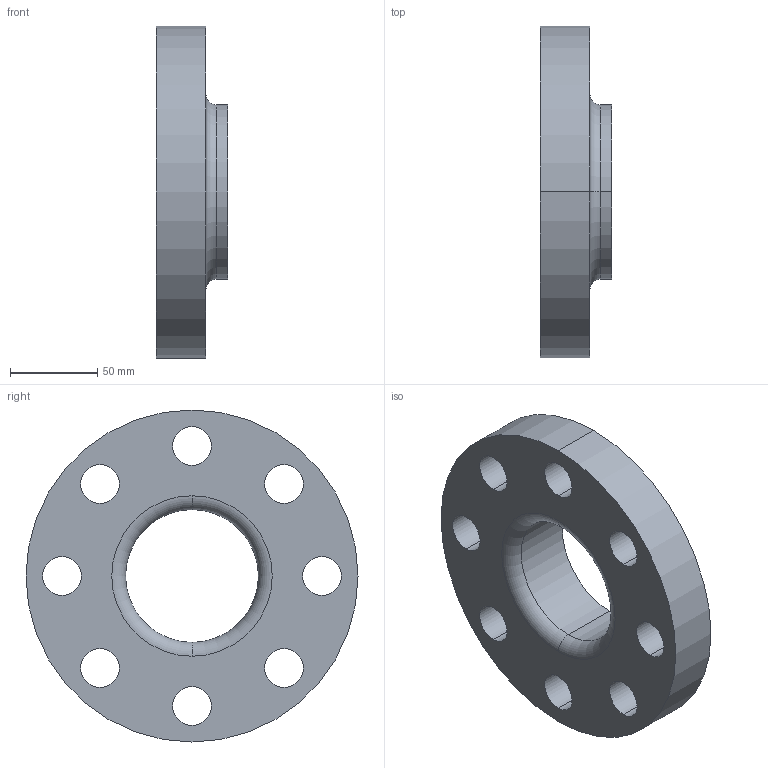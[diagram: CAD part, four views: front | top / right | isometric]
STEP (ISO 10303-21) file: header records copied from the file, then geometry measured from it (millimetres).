
FILE_DESCRIPTION (( 'STEP AP203' ), '1' );
FILE_NAME ('2-1_2_600_B165_LJF.STEP', '2024-01-10T02:58:16', ( '' ), ( '' ), 'SwSTEP 2.0', 'SolidWorks 2023', '' );
FILE_SCHEMA (( 'CONFIG_CONTROL_DESIGN' ));
Length unit declared in the file: inch
Products named in the file (1): 2-1_2_600_B165_LJF
Bounding box: 41.27 x 190.5 x 190.5 mm (x, y, z)
Volume: 636718.2 mm3; surface area: 86984.5 mm2
Topology: 1 solids, 1 shells, 29 faces, 74 edges, 48 vertices
Faces by surface type: cylinder 22, torus 4, plane 3
Entity records: 1023 total; most frequent: DIRECTION 186, CARTESIAN_POINT 152, ORIENTED_EDGE 148, AXIS2_PLACEMENT_3D 82, EDGE_CURVE 74, CIRCLE 52, VERTEX_POINT 48, EDGE_LOOP 48
